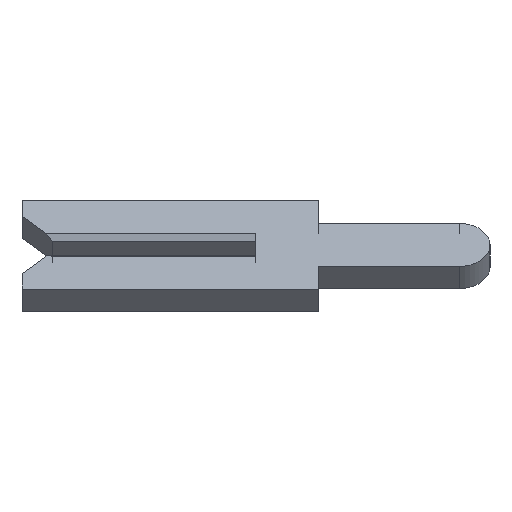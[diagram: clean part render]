
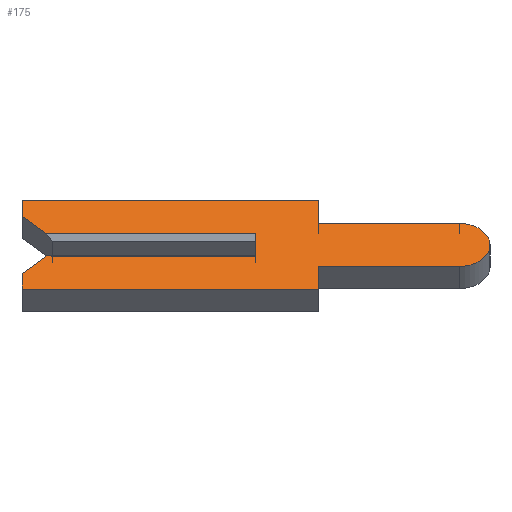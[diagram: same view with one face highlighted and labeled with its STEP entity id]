
A CAD part, left-side view. The second image highlights one B-rep face of the part: STEP entity #175.
In plain terms, the highlighted face is planar.
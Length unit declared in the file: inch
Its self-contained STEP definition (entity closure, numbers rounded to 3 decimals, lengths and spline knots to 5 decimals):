
#9 = DIRECTION ( 'NONE',  ( 0., 1., 0. ) ) ;
#33 = VERTEX_POINT ( 'NONE', #416 ) ;
#57 = CARTESIAN_POINT ( 'NONE',  ( -0.01, -0.04, 0.04 ) ) ;
#63 = CARTESIAN_POINT ( 'NONE',  ( -0.01, -0.1305, -0.01 ) ) ;
#69 = VECTOR ( 'NONE', #1312, 39.37008 ) ;
#86 = ORIENTED_EDGE ( 'NONE', *, *, #376, .F. ) ;
#103 = VERTEX_POINT ( 'NONE', #716 ) ;
#112 = EDGE_CURVE ( 'NONE', #1750, #1753, #1336, .T. ) ;
#120 = VECTOR ( 'NONE', #507, 39.37008 ) ;
#121 = CARTESIAN_POINT ( 'NONE',  ( -0.01, 0., -0.01 ) ) ;
#154 = CARTESIAN_POINT ( 'NONE',  ( -0.01, 0.15, 0.04 ) ) ;
#175 = ADVANCED_FACE ( 'NONE', ( #1355 ), #1630, .F. ) ;
#201 = CARTESIAN_POINT ( 'NONE',  ( -0.01, -0.04, -0.04 ) ) ;
#211 = VECTOR ( 'NONE', #1451, 39.37008 ) ;
#214 = ORIENTED_EDGE ( 'NONE', *, *, #112, .F. ) ;
#230 = CARTESIAN_POINT ( 'NONE',  ( -0.01, 0.15, 0.026 ) ) ;
#237 = DIRECTION ( 'NONE',  ( 0., 0.707, 0.707 ) ) ;
#246 = CARTESIAN_POINT ( 'NONE',  ( -0.01, 0., 0.0065 ) ) ;
#269 = VECTOR ( 'NONE', #519, 39.37008 ) ;
#292 = VECTOR ( 'NONE', #583, 39.37008 ) ;
#364 = VERTEX_POINT ( 'NONE', #1821 ) ;
#376 = EDGE_CURVE ( 'NONE', #546, #749, #565, .T. ) ;
#384 = VERTEX_POINT ( 'NONE', #1673 ) ;
#410 = VERTEX_POINT ( 'NONE', #1401 ) ;
#416 = CARTESIAN_POINT ( 'NONE',  ( -0.01, -0.1305, -0.0195 ) ) ;
#460 = EDGE_CURVE ( 'NONE', #749, #1485, #473, .T. ) ;
#473 = LINE ( 'NONE', #514, #1220 ) ;
#507 = DIRECTION ( 'NONE',  ( 0., 0., -1. ) ) ;
#514 = CARTESIAN_POINT ( 'NONE',  ( -0.01, 0.15, -0.04 ) ) ;
#519 = DIRECTION ( 'NONE',  ( 0., -1., 0. ) ) ;
#533 = CARTESIAN_POINT ( 'NONE',  ( -0.01, 0.15, 0.01 ) ) ;
#546 = VERTEX_POINT ( 'NONE', #811 ) ;
#547 = EDGE_CURVE ( 'NONE', #1436, #948, #1090, .T. ) ;
#565 = LINE ( 'NONE', #1557, #120 ) ;
#569 = EDGE_LOOP ( 'NONE', ( #803, #1039, #644, #214, #1590, #1537, #86, #1297, #1224, #1678, #1358, #1042, #874, #994 ) ) ;
#574 = EDGE_CURVE ( 'NONE', #948, #638, #1137, .T. ) ;
#583 = DIRECTION ( 'NONE',  ( 0., -1., 0. ) ) ;
#585 = VECTOR ( 'NONE', #1552, 39.37008 ) ;
#601 = LINE ( 'NONE', #1499, #839 ) ;
#638 = VERTEX_POINT ( 'NONE', #655 ) ;
#644 = ORIENTED_EDGE ( 'NONE', *, *, #1600, .F. ) ;
#651 = LINE ( 'NONE', #154, #292 ) ;
#655 = CARTESIAN_POINT ( 'NONE',  ( -0.01, -0.1305, 0.0195 ) ) ;
#716 = CARTESIAN_POINT ( 'NONE',  ( -0.01, 0.15, 0.04 ) ) ;
#734 = CARTESIAN_POINT ( 'NONE',  ( -0.01, 0.15, -0.026 ) ) ;
#749 = VERTEX_POINT ( 'NONE', #201 ) ;
#758 = LINE ( 'NONE', #230, #1901 ) ;
#772 = LINE ( 'NONE', #1422, #1607 ) ;
#803 = ORIENTED_EDGE ( 'NONE', *, *, #1015, .T. ) ;
#811 = CARTESIAN_POINT ( 'NONE',  ( -0.01, -0.04, -0.0195 ) ) ;
#820 = EDGE_CURVE ( 'NONE', #384, #410, #772, .T. ) ;
#839 = VECTOR ( 'NONE', #9, 39.37008 ) ;
#848 = DIRECTION ( 'NONE',  ( 1., 0., 0. ) ) ;
#873 = CARTESIAN_POINT ( 'NONE',  ( -0.01, -0.1305, 0. ) ) ;
#874 = ORIENTED_EDGE ( 'NONE', *, *, #1065, .F. ) ;
#875 = AXIS2_PLACEMENT_3D ( 'NONE', #873, #848, #1371 ) ;
#912 = CARTESIAN_POINT ( 'NONE',  ( -0.01, 0.15, -0.026 ) ) ;
#925 = EDGE_CURVE ( 'NONE', #638, #33, #1620, .T. ) ;
#948 = VERTEX_POINT ( 'NONE', #1601 ) ;
#982 = LINE ( 'NONE', #63, #1807 ) ;
#989 = DIRECTION ( 'NONE',  ( 1., 0., 0. ) ) ;
#994 = ORIENTED_EDGE ( 'NONE', *, *, #820, .F. ) ;
#1005 = CARTESIAN_POINT ( 'NONE',  ( -0.01, -0.04, 0.04 ) ) ;
#1015 = EDGE_CURVE ( 'NONE', #384, #364, #1880, .T. ) ;
#1039 = ORIENTED_EDGE ( 'NONE', *, *, #1164, .F. ) ;
#1042 = ORIENTED_EDGE ( 'NONE', *, *, #1836, .F. ) ;
#1050 = CARTESIAN_POINT ( 'NONE',  ( -0.01, 0.134, -0.01 ) ) ;
#1065 = EDGE_CURVE ( 'NONE', #410, #103, #758, .T. ) ;
#1090 = LINE ( 'NONE', #57, #585 ) ;
#1133 = DIRECTION ( 'NONE',  ( 0., 0., -1. ) ) ;
#1137 = LINE ( 'NONE', #1534, #1768 ) ;
#1151 = VECTOR ( 'NONE', #1478, 39.37008 ) ;
#1164 = EDGE_CURVE ( 'NONE', #1317, #364, #1618, .T. ) ;
#1166 = CARTESIAN_POINT ( 'NONE',  ( -0.01, 0.15, -0.04 ) ) ;
#1176 = DIRECTION ( 'NONE',  ( 0., -1., 0. ) ) ;
#1220 = VECTOR ( 'NONE', #1859, 39.37008 ) ;
#1224 = ORIENTED_EDGE ( 'NONE', *, *, #925, .F. ) ;
#1297 = ORIENTED_EDGE ( 'NONE', *, *, #1771, .F. ) ;
#1312 = DIRECTION ( 'NONE',  ( 0., 0., 1. ) ) ;
#1317 = VERTEX_POINT ( 'NONE', #121 ) ;
#1336 = LINE ( 'NONE', #1605, #211 ) ;
#1355 = FACE_OUTER_BOUND ( 'NONE', #569, .T. ) ;
#1358 = ORIENTED_EDGE ( 'NONE', *, *, #547, .F. ) ;
#1371 = DIRECTION ( 'NONE',  ( 0., 0., -1. ) ) ;
#1401 = CARTESIAN_POINT ( 'NONE',  ( -0.01, 0.15, 0.026 ) ) ;
#1410 = DIRECTION ( 'NONE',  ( 0., 0., 1. ) ) ;
#1422 = CARTESIAN_POINT ( 'NONE',  ( -0.01, 0.1305, 0.0065 ) ) ;
#1436 = VERTEX_POINT ( 'NONE', #1005 ) ;
#1451 = DIRECTION ( 'NONE',  ( 0., -0.707, 0.707 ) ) ;
#1478 = DIRECTION ( 'NONE',  ( 0., 0., 1. ) ) ;
#1485 = VERTEX_POINT ( 'NONE', #1166 ) ;
#1499 = CARTESIAN_POINT ( 'NONE',  ( -0.01, -0.04, -0.0195 ) ) ;
#1534 = CARTESIAN_POINT ( 'NONE',  ( -0.01, -0.04, 0.0195 ) ) ;
#1537 = ORIENTED_EDGE ( 'NONE', *, *, #460, .F. ) ;
#1546 = LINE ( 'NONE', #912, #1151 ) ;
#1552 = DIRECTION ( 'NONE',  ( 0., 0., -1. ) ) ;
#1557 = CARTESIAN_POINT ( 'NONE',  ( -0.01, -0.04, -0.04 ) ) ;
#1575 = CARTESIAN_POINT ( 'NONE',  ( -0.01, -0.1305, 0. ) ) ;
#1590 = ORIENTED_EDGE ( 'NONE', *, *, #1825, .F. ) ;
#1600 = EDGE_CURVE ( 'NONE', #1753, #1317, #982, .T. ) ;
#1601 = CARTESIAN_POINT ( 'NONE',  ( -0.01, -0.04, 0.0195 ) ) ;
#1605 = CARTESIAN_POINT ( 'NONE',  ( -0.01, 0.1305, -0.0065 ) ) ;
#1607 = VECTOR ( 'NONE', #237, 39.37008 ) ;
#1618 = LINE ( 'NONE', #246, #69 ) ;
#1620 = CIRCLE ( 'NONE', #1626, 0.0195 ) ;
#1626 = AXIS2_PLACEMENT_3D ( 'NONE', #1575, #989, #1133 ) ;
#1630 = PLANE ( 'NONE',  #875 ) ;
#1673 = CARTESIAN_POINT ( 'NONE',  ( -0.01, 0.134, 0.01 ) ) ;
#1678 = ORIENTED_EDGE ( 'NONE', *, *, #574, .F. ) ;
#1750 = VERTEX_POINT ( 'NONE', #734 ) ;
#1753 = VERTEX_POINT ( 'NONE', #1050 ) ;
#1768 = VECTOR ( 'NONE', #1871, 39.37008 ) ;
#1771 = EDGE_CURVE ( 'NONE', #33, #546, #601, .T. ) ;
#1807 = VECTOR ( 'NONE', #1176, 39.37008 ) ;
#1821 = CARTESIAN_POINT ( 'NONE',  ( -0.01, 0., 0.01 ) ) ;
#1825 = EDGE_CURVE ( 'NONE', #1485, #1750, #1546, .T. ) ;
#1836 = EDGE_CURVE ( 'NONE', #103, #1436, #651, .T. ) ;
#1859 = DIRECTION ( 'NONE',  ( 0., 1., 0. ) ) ;
#1871 = DIRECTION ( 'NONE',  ( 0., -1., 0. ) ) ;
#1880 = LINE ( 'NONE', #533, #269 ) ;
#1901 = VECTOR ( 'NONE', #1410, 39.37008 ) ;
